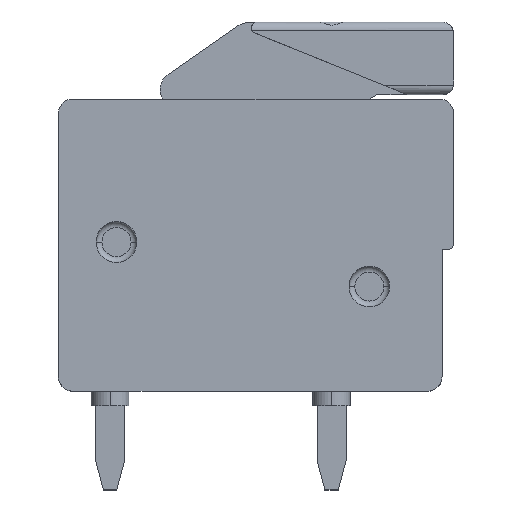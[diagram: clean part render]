
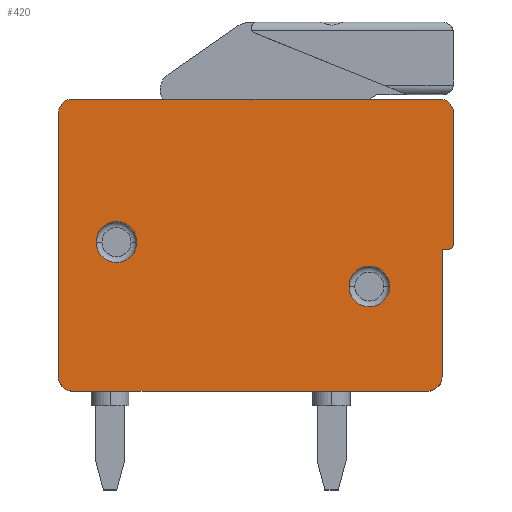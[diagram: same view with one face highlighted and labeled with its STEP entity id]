
A CAD part, top view. The second image highlights one B-rep face of the part: STEP entity #420.
In plain terms, the highlighted planar face has unit normal (0, 0, 1).
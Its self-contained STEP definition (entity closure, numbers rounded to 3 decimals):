
#420=ADVANCED_FACE('',(#864,#865,#866),#867,.T.);
#864=FACE_OUTER_BOUND('',#1327,.T.);
#865=FACE_BOUND('',#1328,.T.);
#866=FACE_BOUND('',#1329,.T.);
#867=PLANE('',#1330);
#1327=EDGE_LOOP('',(#2526,#2527,#2528,#2529,#2530,#2531,#2532,#2533,#2534,#2535,#2536));
#1328=EDGE_LOOP('',(#2537,#2538));
#1329=EDGE_LOOP('',(#2539,#2540));
#1330=AXIS2_PLACEMENT_3D('',#2541,#2542,#2543);
#2526=ORIENTED_EDGE('',*,*,#3211,.F.);
#2527=ORIENTED_EDGE('',*,*,#3196,.T.);
#2528=ORIENTED_EDGE('',*,*,#3212,.F.);
#2529=ORIENTED_EDGE('',*,*,#2992,.T.);
#2530=ORIENTED_EDGE('',*,*,#3203,.F.);
#2531=ORIENTED_EDGE('',*,*,#2788,.T.);
#2532=ORIENTED_EDGE('',*,*,#3069,.T.);
#2533=ORIENTED_EDGE('',*,*,#2987,.F.);
#2534=ORIENTED_EDGE('',*,*,#3154,.T.);
#2535=ORIENTED_EDGE('',*,*,#3213,.T.);
#2536=ORIENTED_EDGE('',*,*,#3136,.T.);
#2537=ORIENTED_EDGE('',*,*,#3128,.F.);
#2538=ORIENTED_EDGE('',*,*,#2853,.F.);
#2539=ORIENTED_EDGE('',*,*,#3168,.F.);
#2540=ORIENTED_EDGE('',*,*,#2806,.F.);
#2541=CARTESIAN_POINT('',(28.983,-11.961,10.105));
#2542=DIRECTION('',(0.0,0.0,1.0));
#2543=DIRECTION('',(1.0,0.0,0.0));
#2788=EDGE_CURVE('',#3355,#3353,#3356,.T.);
#2806=EDGE_CURVE('',#3382,#3384,#3385,.T.);
#2853=EDGE_CURVE('',#3460,#3463,#3464,.T.);
#2987=EDGE_CURVE('',#3672,#3674,#3675,.T.);
#2992=EDGE_CURVE('',#3678,#3680,#3682,.T.);
#3069=EDGE_CURVE('',#3353,#3674,#3794,.T.);
#3128=EDGE_CURVE('',#3463,#3460,#3865,.T.);
#3136=EDGE_CURVE('',#3876,#3874,#3877,.T.);
#3154=EDGE_CURVE('',#3672,#3897,#3899,.T.);
#3168=EDGE_CURVE('',#3384,#3382,#3913,.T.);
#3196=EDGE_CURVE('',#3942,#3944,#3946,.T.);
#3203=EDGE_CURVE('',#3355,#3680,#3954,.T.);
#3211=EDGE_CURVE('',#3942,#3874,#3962,.T.);
#3212=EDGE_CURVE('',#3678,#3944,#3963,.T.);
#3213=EDGE_CURVE('',#3897,#3876,#3964,.T.);
#3353=VERTEX_POINT('',#4152);
#3355=VERTEX_POINT('',#4155);
#3356=LINE('',#4156,#4157);
#3382=VERTEX_POINT('',#4210);
#3384=VERTEX_POINT('',#4213);
#3385=CIRCLE('',#4214,0.7);
#3460=VERTEX_POINT('',#4310);
#3463=VERTEX_POINT('',#4314);
#3464=CIRCLE('',#4315,0.7);
#3672=VERTEX_POINT('',#4585);
#3674=VERTEX_POINT('',#4588);
#3675=LINE('',#4589,#4590);
#3678=VERTEX_POINT('',#4594);
#3680=VERTEX_POINT('',#4597);
#3682=CIRCLE('',#4600,0.5);
#3794=CIRCLE('',#4801,0.2);
#3865=CIRCLE('',#4941,0.7);
#3874=VERTEX_POINT('',#4951);
#3876=VERTEX_POINT('',#4954);
#3877=CIRCLE('',#4955,0.5);
#3897=VERTEX_POINT('',#4980);
#3899=CIRCLE('',#4983,0.5);
#3913=CIRCLE('',#5000,0.7);
#3942=VERTEX_POINT('',#5164);
#3944=VERTEX_POINT('',#5167);
#3946=CIRCLE('',#5170,0.5);
#3954=LINE('',#5200,#5201);
#3962=LINE('',#5210,#5211);
#3963=LINE('',#5212,#5213);
#3964=LINE('',#5214,#5215);
#4152=CARTESIAN_POINT('',(24.15,16.12,10.105));
#4155=CARTESIAN_POINT('',(23.95,16.12,10.105));
#4156=CARTESIAN_POINT('',(28.983,16.12,10.105));
#4157=VECTOR('',#5356,1.0);
#4210=CARTESIAN_POINT('',(13.45,16.38,10.105));
#4213=CARTESIAN_POINT('',(12.05,16.38,10.105));
#4214=AXIS2_PLACEMENT_3D('',#5385,#5386,#5387);
#4310=CARTESIAN_POINT('',(22.15,14.85,10.105));
#4314=CARTESIAN_POINT('',(20.75,14.85,10.105));
#4315=AXIS2_PLACEMENT_3D('',#5461,#5462,#5463);
#4585=CARTESIAN_POINT('',(24.35,20.8,10.105));
#4588=CARTESIAN_POINT('',(24.35,16.32,10.105));
#4589=CARTESIAN_POINT('',(24.35,-11.961,10.105));
#4590=VECTOR('',#5659,1.0);
#4594=CARTESIAN_POINT('',(23.45,11.25,10.105));
#4597=CARTESIAN_POINT('',(23.95,11.75,10.105));
#4600=AXIS2_PLACEMENT_3D('',#5663,#5664,#5665);
#4801=AXIS2_PLACEMENT_3D('',#5761,#5762,#5763);
#4941=AXIS2_PLACEMENT_3D('',#5827,#5828,#5829);
#4951=CARTESIAN_POINT('',(10.75,20.8,10.105));
#4954=CARTESIAN_POINT('',(11.25,21.3,10.105));
#4955=AXIS2_PLACEMENT_3D('',#5838,#5839,#5840);
#4980=CARTESIAN_POINT('',(23.85,21.3,10.105));
#4983=AXIS2_PLACEMENT_3D('',#5856,#5857,#5858);
#5000=AXIS2_PLACEMENT_3D('',#5874,#5875,#5876);
#5164=CARTESIAN_POINT('',(10.75,11.75,10.105));
#5167=CARTESIAN_POINT('',(11.25,11.25,10.105));
#5170=AXIS2_PLACEMENT_3D('',#5894,#5895,#5896);
#5200=CARTESIAN_POINT('',(23.95,-11.961,10.105));
#5201=VECTOR('',#5898,1.0);
#5210=CARTESIAN_POINT('',(10.75,-11.961,10.105));
#5211=VECTOR('',#5903,1.0);
#5212=CARTESIAN_POINT('',(28.983,11.25,10.105));
#5213=VECTOR('',#5904,1.0);
#5214=CARTESIAN_POINT('',(28.983,21.3,10.105));
#5215=VECTOR('',#5905,1.0);
#5356=DIRECTION('',(1.0,0.0,0.0));
#5385=CARTESIAN_POINT('',(12.75,16.38,10.105));
#5386=DIRECTION('',(0.0,0.0,1.0));
#5387=DIRECTION('',(1.0,0.0,0.0));
#5461=CARTESIAN_POINT('',(21.45,14.85,10.105));
#5462=DIRECTION('',(0.0,0.0,1.0));
#5463=DIRECTION('',(1.0,0.0,0.0));
#5659=DIRECTION('',(0.0,-1.0,0.0));
#5663=CARTESIAN_POINT('',(23.45,11.75,10.105));
#5664=DIRECTION('',(0.0,0.0,1.0));
#5665=DIRECTION('',(1.0,0.0,0.0));
#5761=CARTESIAN_POINT('',(24.15,16.32,10.105));
#5762=DIRECTION('',(0.0,0.0,1.0));
#5763=DIRECTION('',(1.0,0.0,0.0));
#5827=CARTESIAN_POINT('',(21.45,14.85,10.105));
#5828=DIRECTION('',(0.0,0.0,1.0));
#5829=DIRECTION('',(1.0,0.0,0.0));
#5838=CARTESIAN_POINT('',(11.25,20.8,10.105));
#5839=DIRECTION('',(0.0,0.0,1.0));
#5840=DIRECTION('',(1.0,0.0,0.0));
#5856=CARTESIAN_POINT('',(23.85,20.8,10.105));
#5857=DIRECTION('',(0.0,0.0,1.0));
#5858=DIRECTION('',(1.0,0.0,0.0));
#5874=CARTESIAN_POINT('',(12.75,16.38,10.105));
#5875=DIRECTION('',(0.0,0.0,1.0));
#5876=DIRECTION('',(1.0,0.0,0.0));
#5894=CARTESIAN_POINT('',(11.25,11.75,10.105));
#5895=DIRECTION('',(0.0,0.0,1.0));
#5896=DIRECTION('',(1.0,0.0,0.0));
#5898=DIRECTION('',(0.0,-1.0,0.0));
#5903=DIRECTION('',(0.0,1.0,0.0));
#5904=DIRECTION('',(-1.0,0.0,0.0));
#5905=DIRECTION('',(-1.0,0.0,0.0));
